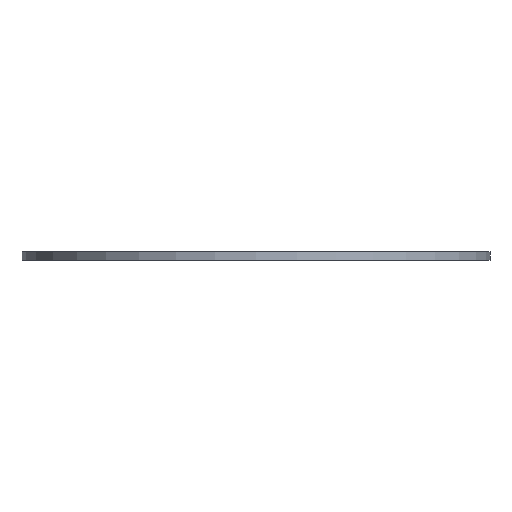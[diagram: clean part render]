
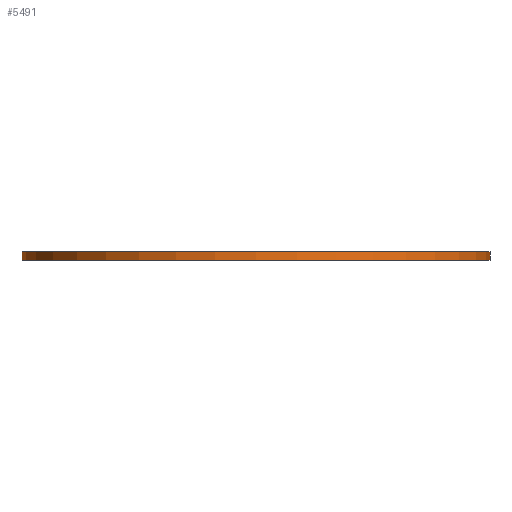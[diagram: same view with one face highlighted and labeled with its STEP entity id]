
A CAD part, left-side view. The second image highlights one B-rep face of the part: STEP entity #5491.
In plain terms, the highlighted cylindrical face has radius 350 mm (diameter 700 mm), a partial arc.
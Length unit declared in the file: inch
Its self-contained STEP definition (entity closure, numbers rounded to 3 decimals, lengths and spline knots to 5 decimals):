
#20 = VERTEX_POINT ( 'NONE', #2547 ) ;
#27 = ORIENTED_EDGE ( 'NONE', *, *, #3203, .T. ) ;
#71 = CARTESIAN_POINT ( 'NONE',  ( 0., 13.77953, -0.5 ) ) ;
#166 = ORIENTED_EDGE ( 'NONE', *, *, #2633, .F. ) ;
#464 = DIRECTION ( 'NONE',  ( 0., 0., -1. ) ) ;
#590 = VERTEX_POINT ( 'NONE', #823 ) ;
#653 = DIRECTION ( 'NONE',  ( 0., 0., -1. ) ) ;
#696 = EDGE_LOOP ( 'NONE', ( #166, #3320, #27, #2394 ) ) ;
#778 = DIRECTION ( 'NONE',  ( -1., 0., 0. ) ) ;
#823 = CARTESIAN_POINT ( 'NONE',  ( 0., -13.77953, 0. ) ) ;
#1178 = AXIS2_PLACEMENT_3D ( 'NONE', #2574, #464, #778 ) ;
#1417 = VERTEX_POINT ( 'NONE', #71 ) ;
#1462 = VERTEX_POINT ( 'NONE', #1922 ) ;
#1670 = DIRECTION ( 'NONE',  ( 0., 1., 0. ) ) ;
#1786 = CARTESIAN_POINT ( 'NONE',  ( 0., 0., -0.25 ) ) ;
#1913 = VECTOR ( 'NONE', #653, 39.37008 ) ;
#1922 = CARTESIAN_POINT ( 'NONE',  ( 0., 13.77953, 0. ) ) ;
#1931 = EDGE_CURVE ( 'NONE', #590, #1462, #2076, .T. ) ;
#2076 = CIRCLE ( 'NONE', #1178, 13.77953 ) ;
#2144 = DIRECTION ( 'NONE',  ( 0., 0., -1. ) ) ;
#2205 = DIRECTION ( 'NONE',  ( 0., 0., -1. ) ) ;
#2281 = LINE ( 'NONE', #2783, #1913 ) ;
#2394 = ORIENTED_EDGE ( 'NONE', *, *, #4740, .F. ) ;
#2547 = CARTESIAN_POINT ( 'NONE',  ( 0., -13.77953, -0.5 ) ) ;
#2574 = CARTESIAN_POINT ( 'NONE',  ( 0., 0., 0. ) ) ;
#2625 = LINE ( 'NONE', #4320, #5206 ) ;
#2633 = EDGE_CURVE ( 'NONE', #590, #20, #2625, .T. ) ;
#2783 = CARTESIAN_POINT ( 'NONE',  ( 0., 13.77953, -0.25 ) ) ;
#2931 = CARTESIAN_POINT ( 'NONE',  ( 0., 0., -0.5 ) ) ;
#3002 = AXIS2_PLACEMENT_3D ( 'NONE', #2931, #2144, #1670 ) ;
#3088 = FACE_OUTER_BOUND ( 'NONE', #696, .T. ) ;
#3203 = EDGE_CURVE ( 'NONE', #1462, #1417, #2281, .T. ) ;
#3320 = ORIENTED_EDGE ( 'NONE', *, *, #1931, .T. ) ;
#4168 = AXIS2_PLACEMENT_3D ( 'NONE', #1786, #5175, #5121 ) ;
#4320 = CARTESIAN_POINT ( 'NONE',  ( 0., -13.77953, -0.25 ) ) ;
#4740 = EDGE_CURVE ( 'NONE', #20, #1417, #5412, .T. ) ;
#4798 = CYLINDRICAL_SURFACE ( 'NONE', #4168, 13.77953 ) ;
#5121 = DIRECTION ( 'NONE',  ( 0., 1., 0. ) ) ;
#5175 = DIRECTION ( 'NONE',  ( 0., 0., -1. ) ) ;
#5206 = VECTOR ( 'NONE', #2205, 39.37008 ) ;
#5412 = CIRCLE ( 'NONE', #3002, 13.77953 ) ;
#5491 = ADVANCED_FACE ( 'NONE', ( #3088 ), #4798, .T. ) ;
